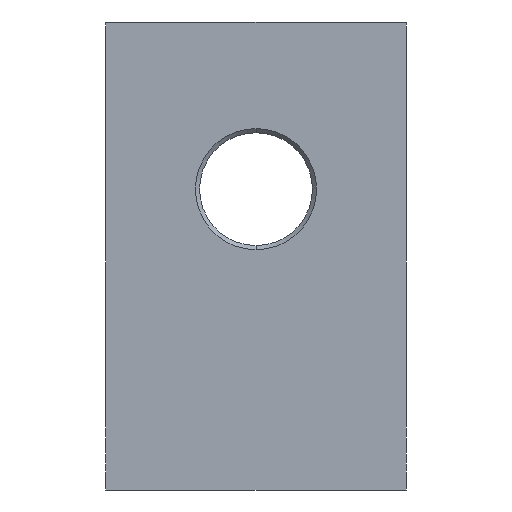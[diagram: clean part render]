
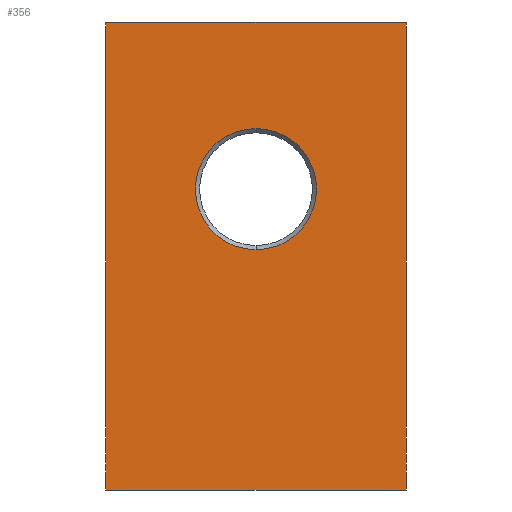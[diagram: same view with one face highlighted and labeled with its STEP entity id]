
A CAD part, front view. The second image highlights one B-rep face of the part: STEP entity #356.
In plain terms, the highlighted planar face has unit normal (0, -1, 0).
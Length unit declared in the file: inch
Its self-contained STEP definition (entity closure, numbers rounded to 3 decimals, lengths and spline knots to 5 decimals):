
#3 = DIRECTION ( 'NONE',  ( 0., 0., -1. ) ) ;
#13 = CARTESIAN_POINT ( 'NONE',  ( 0., 0., 1.70276 ) ) ;
#34 = CARTESIAN_POINT ( 'NONE',  ( 0., 0., 1.41732 ) ) ;
#59 = CARTESIAN_POINT ( 'NONE',  ( -0.70866, 0., 2.20472 ) ) ;
#75 = VECTOR ( 'NONE', #638, 39.37008 ) ;
#86 = DIRECTION ( 'NONE',  ( 0., -1., 0. ) ) ;
#96 = VECTOR ( 'NONE', #484, 39.37008 ) ;
#114 = AXIS2_PLACEMENT_3D ( 'NONE', #939, #1029, #762 ) ;
#128 = CARTESIAN_POINT ( 'NONE',  ( 0., 0., 1.13189 ) ) ;
#155 = VERTEX_POINT ( 'NONE', #128 ) ;
#156 = CARTESIAN_POINT ( 'NONE',  ( 0.70866, 0., 0. ) ) ;
#163 = VERTEX_POINT ( 'NONE', #533 ) ;
#243 = LINE ( 'NONE', #572, #578 ) ;
#249 = VECTOR ( 'NONE', #1053, 39.37008 ) ;
#255 = CARTESIAN_POINT ( 'NONE',  ( 0., 0., 1.41732 ) ) ;
#256 = EDGE_CURVE ( 'NONE', #606, #163, #401, .T. ) ;
#261 = VERTEX_POINT ( 'NONE', #812 ) ;
#305 = EDGE_CURVE ( 'NONE', #684, #261, #984, .T. ) ;
#319 = DIRECTION ( 'NONE',  ( 1., 0., 0. ) ) ;
#324 = EDGE_LOOP ( 'NONE', ( #437, #386 ) ) ;
#343 = ORIENTED_EDGE ( 'NONE', *, *, #650, .F. ) ;
#349 = EDGE_CURVE ( 'NONE', #820, #155, #907, .T. ) ;
#356 = ADVANCED_FACE ( 'NONE', ( #920, #848 ), #449, .F. ) ;
#386 = ORIENTED_EDGE ( 'NONE', *, *, #349, .F. ) ;
#390 = AXIS2_PLACEMENT_3D ( 'NONE', #34, #445, #929 ) ;
#401 = LINE ( 'NONE', #59, #249 ) ;
#437 = ORIENTED_EDGE ( 'NONE', *, *, #725, .F. ) ;
#445 = DIRECTION ( 'NONE',  ( 0., -1., 0. ) ) ;
#449 = PLANE ( 'NONE',  #114 ) ;
#471 = CARTESIAN_POINT ( 'NONE',  ( -0.70866, 0., 2.20472 ) ) ;
#484 = DIRECTION ( 'NONE',  ( 1., 0., 0. ) ) ;
#533 = CARTESIAN_POINT ( 'NONE',  ( -0.70866, 0., 0. ) ) ;
#561 = CIRCLE ( 'NONE', #889, 0.28543 ) ;
#572 = CARTESIAN_POINT ( 'NONE',  ( 0.70866, 0., 2.20472 ) ) ;
#578 = VECTOR ( 'NONE', #319, 39.37008 ) ;
#606 = VERTEX_POINT ( 'NONE', #471 ) ;
#638 = DIRECTION ( 'NONE',  ( 0., 0., -1. ) ) ;
#641 = LINE ( 'NONE', #156, #96 ) ;
#650 = EDGE_CURVE ( 'NONE', #606, #684, #243, .T. ) ;
#684 = VERTEX_POINT ( 'NONE', #910 ) ;
#703 = EDGE_LOOP ( 'NONE', ( #824, #704, #343, #1009 ) ) ;
#704 = ORIENTED_EDGE ( 'NONE', *, *, #305, .F. ) ;
#725 = EDGE_CURVE ( 'NONE', #155, #820, #561, .T. ) ;
#748 = EDGE_CURVE ( 'NONE', #163, #261, #641, .T. ) ;
#762 = DIRECTION ( 'NONE',  ( 0., 0., 1. ) ) ;
#812 = CARTESIAN_POINT ( 'NONE',  ( 0.70866, 0., 0. ) ) ;
#820 = VERTEX_POINT ( 'NONE', #13 ) ;
#824 = ORIENTED_EDGE ( 'NONE', *, *, #748, .T. ) ;
#848 = FACE_BOUND ( 'NONE', #324, .T. ) ;
#886 = CARTESIAN_POINT ( 'NONE',  ( 0.70866, 0., 2.20472 ) ) ;
#889 = AXIS2_PLACEMENT_3D ( 'NONE', #255, #86, #3 ) ;
#907 = CIRCLE ( 'NONE', #390, 0.28543 ) ;
#910 = CARTESIAN_POINT ( 'NONE',  ( 0.70866, 0., 2.20472 ) ) ;
#920 = FACE_OUTER_BOUND ( 'NONE', #703, .T. ) ;
#929 = DIRECTION ( 'NONE',  ( 0., 0., -1. ) ) ;
#939 = CARTESIAN_POINT ( 'NONE',  ( 0.70866, 0., 2.20472 ) ) ;
#984 = LINE ( 'NONE', #886, #75 ) ;
#1009 = ORIENTED_EDGE ( 'NONE', *, *, #256, .T. ) ;
#1029 = DIRECTION ( 'NONE',  ( 0., 1., 0. ) ) ;
#1053 = DIRECTION ( 'NONE',  ( 0., 0., -1. ) ) ;
